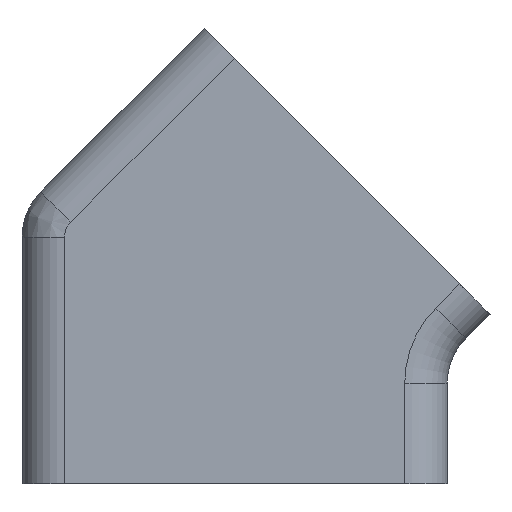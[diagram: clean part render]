
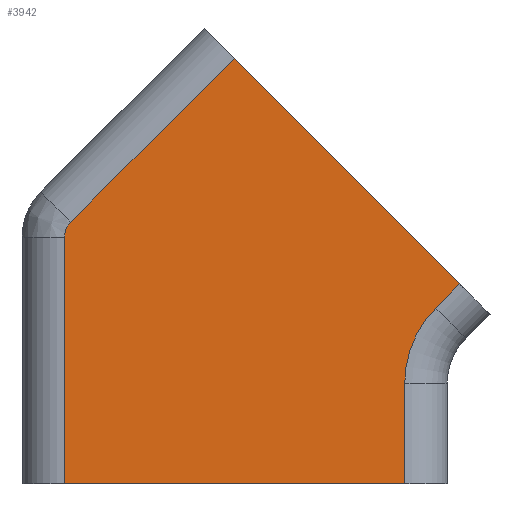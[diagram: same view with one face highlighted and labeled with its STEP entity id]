
A CAD part, left-side view. The second image highlights one B-rep face of the part: STEP entity #3942.
In plain terms, the highlighted planar face has unit normal (-1, 0, 0).
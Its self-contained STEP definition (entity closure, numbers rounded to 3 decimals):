
#244=PLANE('',#4306);
#433=FACE_OUTER_BOUND('',#663,.T.);
#663=EDGE_LOOP('',(#3370,#3371,#3372,#3373,#3374,#3375,#3376,#3377));
#974=LINE('',#6673,#1320);
#1017=LINE('',#6805,#1363);
#1018=LINE('',#6811,#1364);
#1019=LINE('',#6814,#1365);
#1020=LINE('',#6818,#1366);
#1021=LINE('',#6819,#1367);
#1320=VECTOR('',#5163,10.);
#1363=VECTOR('',#5288,10.);
#1364=VECTOR('',#5297,10.);
#1365=VECTOR('',#5300,10.);
#1366=VECTOR('',#5303,10.);
#1367=VECTOR('',#5304,10.);
#1526=CIRCLE('',#4304,5.);
#1527=CIRCLE('',#4307,1.);
#1831=VERTEX_POINT('',#6670);
#1832=VERTEX_POINT('',#6672);
#1870=VERTEX_POINT('',#6801);
#1871=VERTEX_POINT('',#6803);
#1872=VERTEX_POINT('',#6807);
#1873=VERTEX_POINT('',#6813);
#1874=VERTEX_POINT('',#6815);
#1875=VERTEX_POINT('',#6817);
#2328=EDGE_CURVE('',#1832,#1831,#974,.T.);
#2392=EDGE_CURVE('',#1871,#1870,#1017,.T.);
#2394=EDGE_CURVE('',#1872,#1871,#1526,.T.);
#2395=EDGE_CURVE('',#1832,#1872,#1018,.T.);
#2396=EDGE_CURVE('',#1873,#1831,#1019,.T.);
#2397=EDGE_CURVE('',#1874,#1873,#1527,.T.);
#2398=EDGE_CURVE('',#1875,#1874,#1020,.T.);
#2399=EDGE_CURVE('',#1875,#1870,#1021,.T.);
#3370=ORIENTED_EDGE('',*,*,#2392,.F.);
#3371=ORIENTED_EDGE('',*,*,#2394,.F.);
#3372=ORIENTED_EDGE('',*,*,#2395,.F.);
#3373=ORIENTED_EDGE('',*,*,#2328,.T.);
#3374=ORIENTED_EDGE('',*,*,#2396,.F.);
#3375=ORIENTED_EDGE('',*,*,#2397,.F.);
#3376=ORIENTED_EDGE('',*,*,#2398,.F.);
#3377=ORIENTED_EDGE('',*,*,#2399,.T.);
#3942=ADVANCED_FACE('',(#433),#244,.T.);
#4304=AXIS2_PLACEMENT_3D('',#6809,#5293,#5294);
#4306=AXIS2_PLACEMENT_3D('',#6812,#5298,#5299);
#4307=AXIS2_PLACEMENT_3D('',#6816,#5301,#5302);
#5163=DIRECTION('',(0.,0.707,0.707));
#5288=DIRECTION('',(0.,0.,-1.));
#5293=DIRECTION('center_axis',(-1.,0.,0.));
#5294=DIRECTION('ref_axis',(0.,0.924,0.383));
#5297=DIRECTION('',(0.,0.707,-0.707));
#5298=DIRECTION('center_axis',(-1.,0.,0.));
#5299=DIRECTION('ref_axis',(0.,0.,1.));
#5300=DIRECTION('',(0.,-0.707,0.707));
#5301=DIRECTION('center_axis',(1.,0.,0.));
#5302=DIRECTION('ref_axis',(0.,0.924,0.383));
#5303=DIRECTION('',(0.,0.,1.));
#5304=DIRECTION('',(0.,-1.,0.));
#6670=CARTESIAN_POINT('',(-140.,0.012,19.995));
#6672=CARTESIAN_POINT('',(-140.,-10.595,9.388));
#6673=CARTESIAN_POINT('',(-140.,1.426,21.409));
#6801=CARTESIAN_POINT('',(-140.,-8.,0.));
#6803=CARTESIAN_POINT('',(-140.,-8.,4.722));
#6805=CARTESIAN_POINT('',(-140.,-8.,8.335));
#6807=CARTESIAN_POINT('',(-140.,-9.464,8.258));
#6809=CARTESIAN_POINT('Origin',(-140.,-13.,4.722));
#6811=CARTESIAN_POINT('',(-140.,-8.526,7.32));
#6812=CARTESIAN_POINT('Origin',(-140.,-1.005,10.705));
#6813=CARTESIAN_POINT('',(-140.,7.707,12.299));
#6814=CARTESIAN_POINT('',(-140.,6.367,13.639));
#6815=CARTESIAN_POINT('',(-140.,8.,11.592));
#6816=CARTESIAN_POINT('Origin',(-140.,7.,11.592));
#6817=CARTESIAN_POINT('',(-140.,8.,0.));
#6818=CARTESIAN_POINT('',(-140.,8.,5.352));
#6819=CARTESIAN_POINT('',(-140.,-10.,0.));
